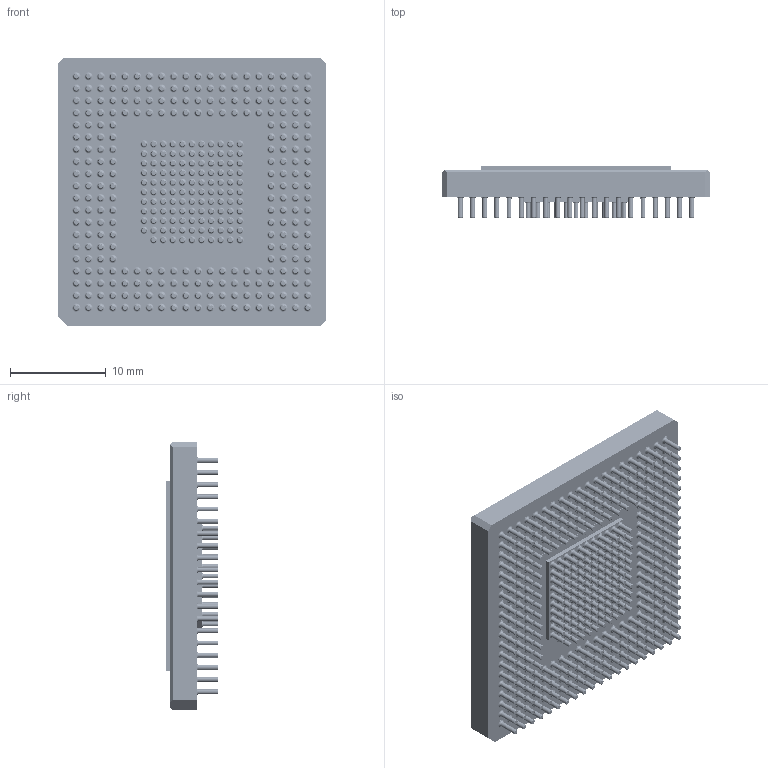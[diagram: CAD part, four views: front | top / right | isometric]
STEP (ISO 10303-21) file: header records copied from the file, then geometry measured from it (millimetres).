
FILE_DESCRIPTION((''),'2;1');
FILE_NAME('CCC376A_ASM','2012-02-17T',('CKXSSC'),(''),'PRO/ENGINEER BY PARAMETRIC TECHNOLOGY CORPORATION, 2011220','PRO/ENGINEER BY PARAMETRIC TECHNOLOGY CORPORATION, 2011220','');
FILE_SCHEMA(('AUTOMOTIVE_DESIGN_CC2 { 1 2 10303 214 -1 1 5 2 }'));
Length unit declared in the file: millimetre
Products named in the file (16): LAYER_BOTT_CCC376A; LAYER09_CCC376A; LAYER08_CCC376A; LAYER07_CCC376A; LAYER06_CCC376A; LAYER05_CCC376A; LAYER04_CCC376A; LAYER03_CCC376A; LAYER02_CCC376A; LAYER_TOP_CCC376A_AF0; SEALRING_CCC376A; PIN_OUTER_CCC; LID_CCC376A; HS_CCC376A; PIN_INNER_CCC; CCC376A_ASM
Assembly tree (389 placements, depth 2):
  CCC376A_ASM
    LAYER_BOTT_CCC376A
    LAYER09_CCC376A
    LAYER08_CCC376A
    LAYER07_CCC376A
    LAYER06_CCC376A
    LAYER05_CCC376A
    LAYER04_CCC376A
    LAYER03_CCC376A
    LAYER02_CCC376A
    LAYER_TOP_CCC376A_AF0
    SEALRING_CCC376A
    PIN_OUTER_CCC  x256
    LID_CCC376A
    HS_CCC376A
    PIN_INNER_CCC  x120
Bounding box: 27.94 x 5.43 x 27.94 mm (x, y, z)
Volume: 2571.5 mm3; surface area: 19090.1 mm2
Topology: 389 solids, 389 shells, 3907 faces, 7874 edges, 4747 vertices
Faces by surface type: cylinder 1516, torus 1504, plane 887
Entity records: 9409 total; most frequent: DIRECTION 1594, CARTESIAN_POINT 1225, ORIENTED_EDGE 788, AXIS2_PLACEMENT_3D 628, PRESENTATION_STYLE_ASSIGNMENT 411, STYLED_ITEM 409, PRODUCT_DEFINITION_SHAPE 405, CURVE_STYLE 394
